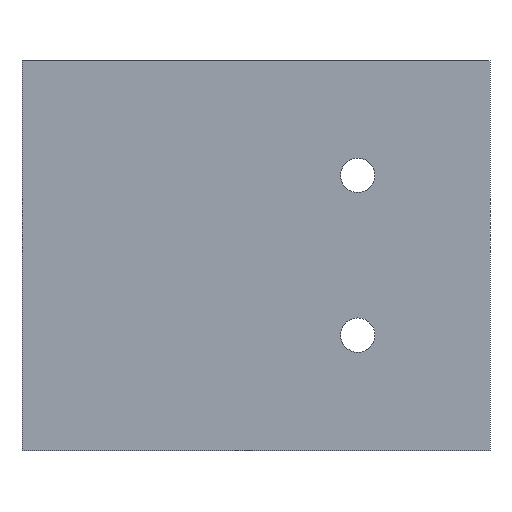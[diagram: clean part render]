
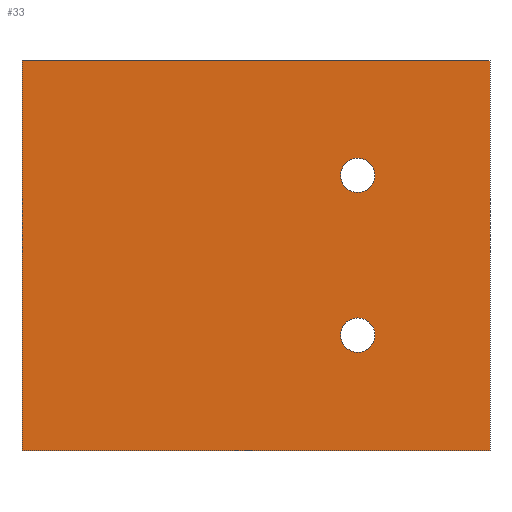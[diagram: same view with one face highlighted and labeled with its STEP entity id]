
A CAD part, front view. The second image highlights one B-rep face of the part: STEP entity #33.
In plain terms, the highlighted planar face has unit normal (0, -1, 0).
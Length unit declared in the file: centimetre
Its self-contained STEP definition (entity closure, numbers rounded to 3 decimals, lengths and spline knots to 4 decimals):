
#33 = ADVANCED_FACE ( 'NONE', ( #1473, #4014, #995 ), #2237, .F. ) ;
#66 = VERTEX_POINT ( 'NONE', #1685 ) ;
#96 = ORIENTED_EDGE ( 'NONE', *, *, #5100, .F. ) ;
#275 = CIRCLE ( 'NONE', #4740, 2.2 ) ;
#517 = CARTESIAN_POINT ( 'NONE',  ( 52.6203, 21.668, 70.6946 ) ) ;
#548 = DIRECTION ( 'NONE',  ( 0., 0., 1. ) ) ;
#576 = ORIENTED_EDGE ( 'NONE', *, *, #4322, .T. ) ;
#621 = LINE ( 'NONE', #4513, #1184 ) ;
#995 = FACE_OUTER_BOUND ( 'NONE', #1293, .T. ) ;
#1071 = CARTESIAN_POINT ( 'NONE',  ( 52.6203, 21.668, 20.6946 ) ) ;
#1184 = VECTOR ( 'NONE', #4455, 100. ) ;
#1293 = EDGE_LOOP ( 'NONE', ( #4283, #96, #3765, #3966 ) ) ;
#1371 = VECTOR ( 'NONE', #4060, 100. ) ;
#1393 = CARTESIAN_POINT ( 'NONE',  ( 35.6715, 21.668, 33.3494 ) ) ;
#1402 = DIRECTION ( 'NONE',  ( 0., 1., 0. ) ) ;
#1473 = FACE_BOUND ( 'NONE', #3697, .T. ) ;
#1495 = CARTESIAN_POINT ( 'NONE',  ( 35.6715, 21.668, 56.0462 ) ) ;
#1638 = DIRECTION ( 'NONE',  ( 1., 0., 0. ) ) ;
#1685 = CARTESIAN_POINT ( 'NONE',  ( 35.6715, 21.668, 53.8462 ) ) ;
#1911 = DIRECTION ( 'NONE',  ( 0., 0., 1. ) ) ;
#1990 = ORIENTED_EDGE ( 'NONE', *, *, #3780, .T. ) ;
#2006 = CIRCLE ( 'NONE', #2327, 2.2 ) ;
#2051 = LINE ( 'NONE', #2891, #5397 ) ;
#2237 = PLANE ( 'NONE',  #3656 ) ;
#2327 = AXIS2_PLACEMENT_3D ( 'NONE', #3633, #1402, #548 ) ;
#2347 = CIRCLE ( 'NONE', #5487, 2.2 ) ;
#2409 = CARTESIAN_POINT ( 'NONE',  ( -7.3797, 21.668, 20.6946 ) ) ;
#2453 = CARTESIAN_POINT ( 'NONE',  ( 35.6715, 21.668, 35.5494 ) ) ;
#2861 = CARTESIAN_POINT ( 'NONE',  ( 35.6715, 21.668, 56.0462 ) ) ;
#2891 = CARTESIAN_POINT ( 'NONE',  ( -7.3797, 21.668, 70.6946 ) ) ;
#2903 = EDGE_CURVE ( 'NONE', #4840, #3811, #275, .T. ) ;
#2973 = ORIENTED_EDGE ( 'NONE', *, *, #5038, .T. ) ;
#3133 = EDGE_CURVE ( 'NONE', #3937, #3267, #621, .T. ) ;
#3157 = DIRECTION ( 'NONE',  ( 0., 1., 0. ) ) ;
#3188 = LINE ( 'NONE', #1071, #4916 ) ;
#3250 = EDGE_CURVE ( 'NONE', #4047, #3937, #3583, .T. ) ;
#3267 = VERTEX_POINT ( 'NONE', #3611 ) ;
#3397 = DIRECTION ( 'NONE',  ( 0., 1., 0. ) ) ;
#3583 = LINE ( 'NONE', #2409, #1371 ) ;
#3611 = CARTESIAN_POINT ( 'NONE',  ( -7.3797, 21.668, 70.6946 ) ) ;
#3633 = CARTESIAN_POINT ( 'NONE',  ( 35.6715, 21.668, 35.5494 ) ) ;
#3656 = AXIS2_PLACEMENT_3D ( 'NONE', #5248, #4040, #1911 ) ;
#3680 = CARTESIAN_POINT ( 'NONE',  ( 52.6203, 21.668, 20.6946 ) ) ;
#3681 = AXIS2_PLACEMENT_3D ( 'NONE', #2861, #3397, #3752 ) ;
#3697 = EDGE_LOOP ( 'NONE', ( #576, #4269 ) ) ;
#3698 = DIRECTION ( 'NONE',  ( 0., 1., 0. ) ) ;
#3721 = EDGE_LOOP ( 'NONE', ( #2973, #1990 ) ) ;
#3752 = DIRECTION ( 'NONE',  ( 0., 0., 1. ) ) ;
#3765 = ORIENTED_EDGE ( 'NONE', *, *, #3133, .F. ) ;
#3780 = EDGE_CURVE ( 'NONE', #66, #4991, #2347, .T. ) ;
#3811 = VERTEX_POINT ( 'NONE', #4031 ) ;
#3937 = VERTEX_POINT ( 'NONE', #4051 ) ;
#3966 = ORIENTED_EDGE ( 'NONE', *, *, #3250, .F. ) ;
#4014 = FACE_BOUND ( 'NONE', #3721, .T. ) ;
#4031 = CARTESIAN_POINT ( 'NONE',  ( 35.6715, 21.668, 37.7494 ) ) ;
#4040 = DIRECTION ( 'NONE',  ( 0., 1., 0. ) ) ;
#4047 = VERTEX_POINT ( 'NONE', #3680 ) ;
#4051 = CARTESIAN_POINT ( 'NONE',  ( -7.3797, 21.668, 20.6946 ) ) ;
#4060 = DIRECTION ( 'NONE',  ( -1., 0., 0. ) ) ;
#4269 = ORIENTED_EDGE ( 'NONE', *, *, #2903, .T. ) ;
#4283 = ORIENTED_EDGE ( 'NONE', *, *, #4930, .F. ) ;
#4322 = EDGE_CURVE ( 'NONE', #3811, #4840, #2006, .T. ) ;
#4452 = DIRECTION ( 'NONE',  ( 0., 0., 1. ) ) ;
#4455 = DIRECTION ( 'NONE',  ( 0., 0., 1. ) ) ;
#4513 = CARTESIAN_POINT ( 'NONE',  ( -7.3797, 21.668, 20.6946 ) ) ;
#4740 = AXIS2_PLACEMENT_3D ( 'NONE', #2453, #3698, #5086 ) ;
#4840 = VERTEX_POINT ( 'NONE', #1393 ) ;
#4916 = VECTOR ( 'NONE', #5414, 100. ) ;
#4930 = EDGE_CURVE ( 'NONE', #5211, #4047, #3188, .T. ) ;
#4954 = CIRCLE ( 'NONE', #3681, 2.2 ) ;
#4991 = VERTEX_POINT ( 'NONE', #5083 ) ;
#5038 = EDGE_CURVE ( 'NONE', #4991, #66, #4954, .T. ) ;
#5083 = CARTESIAN_POINT ( 'NONE',  ( 35.6715, 21.668, 58.2462 ) ) ;
#5086 = DIRECTION ( 'NONE',  ( 0., 0., 1. ) ) ;
#5100 = EDGE_CURVE ( 'NONE', #3267, #5211, #2051, .T. ) ;
#5211 = VERTEX_POINT ( 'NONE', #517 ) ;
#5248 = CARTESIAN_POINT ( 'NONE',  ( 22.6203, 21.668, 45.6946 ) ) ;
#5397 = VECTOR ( 'NONE', #1638, 100. ) ;
#5414 = DIRECTION ( 'NONE',  ( 0., 0., -1. ) ) ;
#5487 = AXIS2_PLACEMENT_3D ( 'NONE', #1495, #3157, #4452 ) ;
